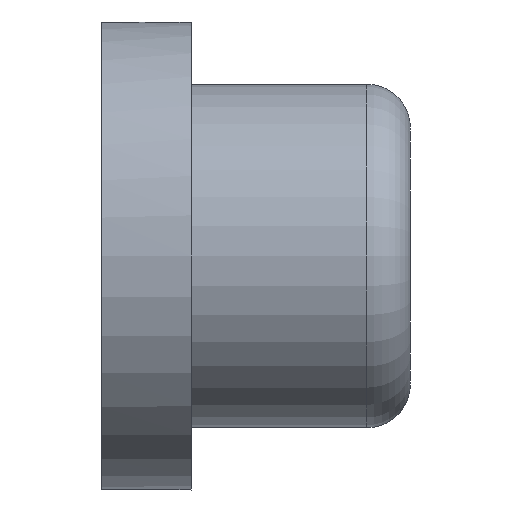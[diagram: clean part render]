
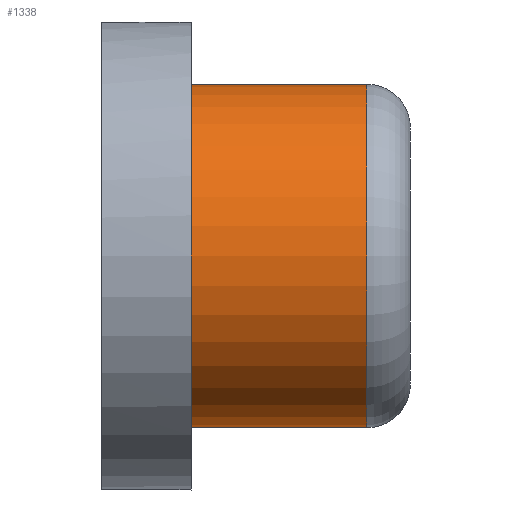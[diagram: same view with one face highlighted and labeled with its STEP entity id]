
A CAD part, front view. The second image highlights one B-rep face of the part: STEP entity #1338.
In plain terms, the highlighted cylindrical face has radius 2.35 mm (diameter 4.7 mm), a full revolution.
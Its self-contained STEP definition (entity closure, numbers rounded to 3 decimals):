
#45=CYLINDRICAL_SURFACE('',#1500,2.35);
#123=CIRCLE('',#1498,2.35);
#124=CIRCLE('',#1499,2.35);
#125=CIRCLE('',#1501,2.35);
#214=FACE_OUTER_BOUND('',#297,.T.);
#297=EDGE_LOOP('',(#1084,#1085,#1086,#1087,#1088));
#409=LINE('',#2340,#501);
#501=VECTOR('',#1893,2.35);
#618=VERTEX_POINT('',#2333);
#619=VERTEX_POINT('',#2335);
#620=VERTEX_POINT('',#2339);
#793=EDGE_CURVE('',#618,#619,#123,.T.);
#794=EDGE_CURVE('',#619,#618,#124,.T.);
#795=EDGE_CURVE('',#619,#620,#409,.T.);
#796=EDGE_CURVE('',#620,#620,#125,.T.);
#1084=ORIENTED_EDGE('',*,*,#794,.F.);
#1085=ORIENTED_EDGE('',*,*,#795,.T.);
#1086=ORIENTED_EDGE('',*,*,#796,.F.);
#1087=ORIENTED_EDGE('',*,*,#795,.F.);
#1088=ORIENTED_EDGE('',*,*,#793,.F.);
#1338=ADVANCED_FACE('',(#214),#45,.T.);
#1498=AXIS2_PLACEMENT_3D('',#2336,#1887,#1888);
#1499=AXIS2_PLACEMENT_3D('',#2337,#1889,#1890);
#1500=AXIS2_PLACEMENT_3D('',#2338,#1891,#1892);
#1501=AXIS2_PLACEMENT_3D('',#2341,#1894,#1895);
#1887=DIRECTION('center_axis',(1.,0.,0.));
#1888=DIRECTION('ref_axis',(0.,1.,0.));
#1889=DIRECTION('center_axis',(1.,0.,0.));
#1890=DIRECTION('ref_axis',(0.,1.,0.));
#1891=DIRECTION('center_axis',(1.,0.,0.));
#1892=DIRECTION('ref_axis',(0.,1.,0.));
#1893=DIRECTION('',(-1.,0.,0.));
#1894=DIRECTION('center_axis',(-1.,0.,0.));
#1895=DIRECTION('ref_axis',(0.,1.,0.));
#2333=CARTESIAN_POINT('',(3.4,7.22,-2.91));
#2335=CARTESIAN_POINT('',(3.4,4.87,-5.26));
#2336=CARTESIAN_POINT('Origin',(3.4,7.22,-5.26));
#2337=CARTESIAN_POINT('Origin',(3.4,7.22,-5.26));
#2338=CARTESIAN_POINT('Origin',(2.,7.22,-5.26));
#2339=CARTESIAN_POINT('',(1.,4.87,-5.26));
#2340=CARTESIAN_POINT('',(2.,4.87,-5.26));
#2341=CARTESIAN_POINT('Origin',(1.,7.22,-5.26));
